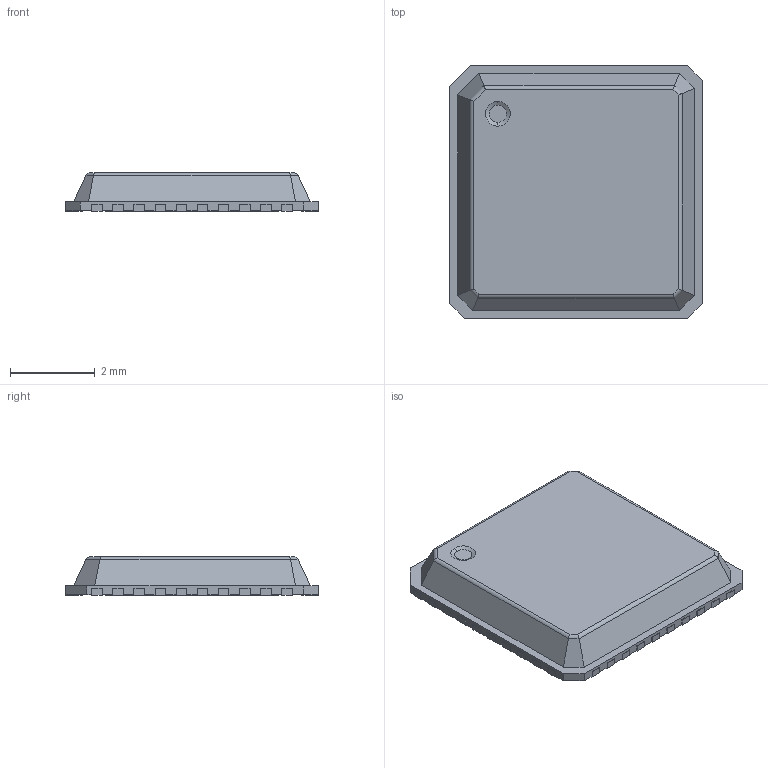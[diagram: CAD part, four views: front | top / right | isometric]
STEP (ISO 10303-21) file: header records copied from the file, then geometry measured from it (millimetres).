
FILE_DESCRIPTION(('FreeCAD Model'),'2;1');
FILE_NAME('User Library-QFN40 (6x6).step', '2017-04-27T18:08:39',('kicad StepUp'),('ksu MCAD'), 'Open CASCADE STEP processor 6.8','FreeCAD','Unknown');
FILE_SCHEMA(('AUTOMOTIVE_DESIGN_CC2 { 1 2 10303 214 -1 1 5 4 }'));
Length unit declared in the file: millimetre
Products named in the file (2): ASSEMBLY; User_Library-QFN40_(6x6)
Assembly tree (1 placements, depth 2):
  ASSEMBLY
    User_Library-QFN40_(6x6)
Bounding box: 6 x 6 x 0.9 mm (x, y, z)
Volume: 26.5 mm3; surface area: 85.3 mm2
Topology: 1 solids, 1 shells, 275 faces, 802 edges, 532 vertices
Faces by surface type: plane 265, cylinder 8, cone 2
Entity records: 10853 total; most frequent: CARTESIAN_POINT 1635, ORIENTED_EDGE 1604, DIRECTION 1352, EDGE_CURVE 802, LINE 790, VECTOR 790, VERTEX_POINT 532, AXIS2_PLACEMENT_3D 281
